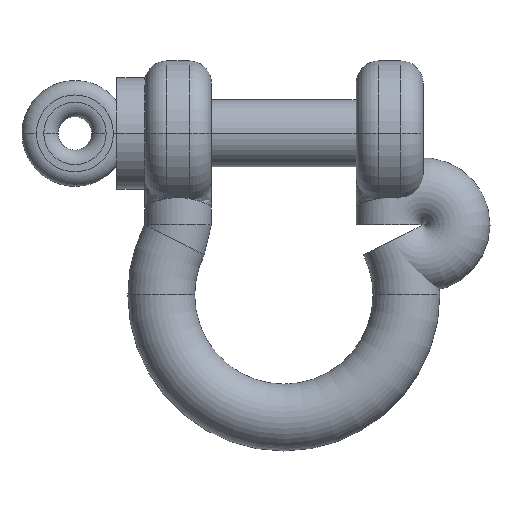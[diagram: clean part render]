
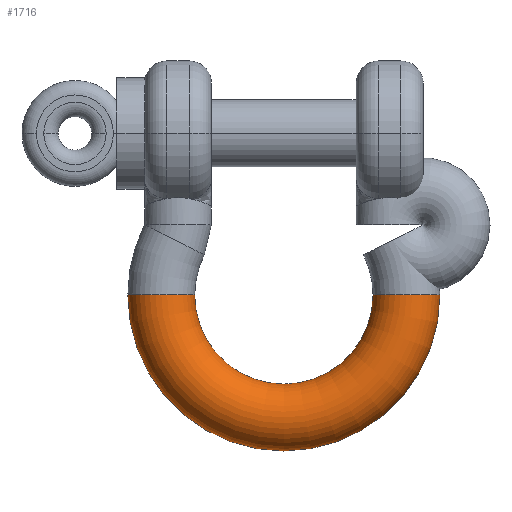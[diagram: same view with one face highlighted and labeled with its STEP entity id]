
A CAD part, top view. The second image highlights one B-rep face of the part: STEP entity #1716.
In plain terms, the highlighted toroidal (fillet/blend) face has major radius 11 mm and minor radius 3 mm.
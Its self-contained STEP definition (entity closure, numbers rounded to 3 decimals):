
#188 = EDGE_LOOP ( 'NONE', ( #841, #843, #842, #844 ) ) ;
#225 = VERTEX_POINT ( 'NONE', #490 ) ;
#239 = VERTEX_POINT ( 'NONE', #504 ) ;
#247 = VERTEX_POINT ( 'NONE', #512 ) ;
#261 = VERTEX_POINT ( 'NONE', #526 ) ;
#490 = CARTESIAN_POINT ( 'NONE',  ( -8., -14.5, 0. ) ) ;
#504 = CARTESIAN_POINT ( 'NONE',  ( -14., -14.5, 0. ) ) ;
#512 = CARTESIAN_POINT ( 'NONE',  ( 14., -14.5, 0. ) ) ;
#526 = CARTESIAN_POINT ( 'NONE',  ( 8., -14.5, 0. ) ) ;
#579 = CARTESIAN_POINT ( 'NONE',  ( 0., -14.5, 0. ) ) ;
#580 = DIRECTION ( 'NONE',  ( 0., 0., 1. ) ) ;
#581 = DIRECTION ( 'NONE',  ( 1., 0., 0. ) ) ;
#641 = AXIS2_PLACEMENT_3D ( 'NONE', #2309, #2310, #2311 ) ;
#642 = AXIS2_PLACEMENT_3D ( 'NONE', #2294, #2295, #2296 ) ;
#655 = AXIS2_PLACEMENT_3D ( 'NONE', #2279, #2280, #2281 ) ;
#659 = AXIS2_PLACEMENT_3D ( 'NONE', #2297, #2298, #2299 ) ;
#841 = ORIENTED_EDGE ( 'NONE', *, *, #1870, .F. ) ;
#842 = ORIENTED_EDGE ( 'NONE', *, *, #1865, .T. ) ;
#843 = ORIENTED_EDGE ( 'NONE', *, *, #1871, .T. ) ;
#844 = ORIENTED_EDGE ( 'NONE', *, *, #1875, .F. ) ;
#916 = FACE_OUTER_BOUND ( 'NONE', #188, .T. ) ;
#920 = AXIS2_PLACEMENT_3D ( 'NONE', #579, #580, #581 ) ;
#1716 = ADVANCED_FACE ( 'NONE', ( #916 ), #1913, .T. ) ;
#1764 = CIRCLE ( 'NONE', #641, 8. ) ;
#1768 = CIRCLE ( 'NONE', #659, 14. ) ;
#1769 = CIRCLE ( 'NONE', #642, 3. ) ;
#1774 = CIRCLE ( 'NONE', #655, 3. ) ;
#1865 = EDGE_CURVE ( 'NONE', #247, #261, #1774, .T. ) ;
#1870 = EDGE_CURVE ( 'NONE', #239, #225, #1769, .T. ) ;
#1871 = EDGE_CURVE ( 'NONE', #239, #247, #1768, .T. ) ;
#1875 = EDGE_CURVE ( 'NONE', #225, #261, #1764, .T. ) ;
#1913 = TOROIDAL_SURFACE ( 'NONE', #920, 11., 3. ) ;
#2279 = CARTESIAN_POINT ( 'NONE',  ( 11., -14.5, 0. ) ) ;
#2280 = DIRECTION ( 'NONE',  ( 0., -1., 0. ) ) ;
#2281 = DIRECTION ( 'NONE',  ( 0., 0., -1. ) ) ;
#2294 = CARTESIAN_POINT ( 'NONE',  ( -11., -14.5, 0. ) ) ;
#2295 = DIRECTION ( 'NONE',  ( 0., 1., 0. ) ) ;
#2296 = DIRECTION ( 'NONE',  ( -1., 0., 0. ) ) ;
#2297 = CARTESIAN_POINT ( 'NONE',  ( 0., -14.5, 0. ) ) ;
#2298 = DIRECTION ( 'NONE',  ( 0., 0., 1. ) ) ;
#2299 = DIRECTION ( 'NONE',  ( 1., 0., 0. ) ) ;
#2309 = CARTESIAN_POINT ( 'NONE',  ( 0., -14.5, 0. ) ) ;
#2310 = DIRECTION ( 'NONE',  ( 0., 0., 1. ) ) ;
#2311 = DIRECTION ( 'NONE',  ( 1., 0., 0. ) ) ;
